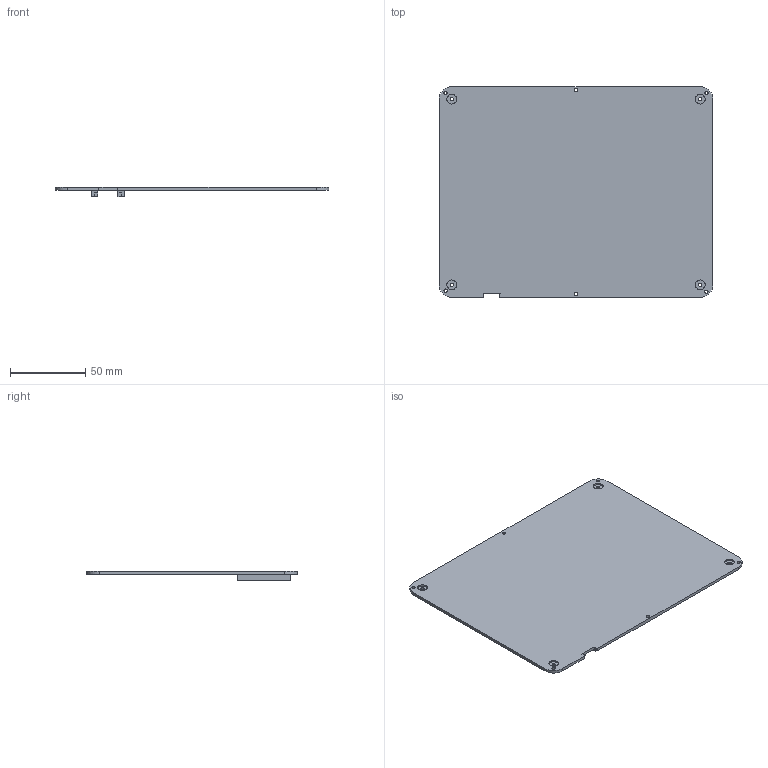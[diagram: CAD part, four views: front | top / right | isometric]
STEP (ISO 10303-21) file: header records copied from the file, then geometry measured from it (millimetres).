
FILE_DESCRIPTION(/* description */ (''),/* implementation_level */ '2;1');
FILE_NAME(/* name */ 'peacock-pro-micro-bottom-plate.step',/* time_stamp */ '2024-04-01T13:30:17-07:00',/* author */ (''),/* organization */ (''),/* preprocessor_version */ 'ST-DEVELOPER v20',/* originating_system */ 'Autodesk Translation Framework v12.20.1.177',/* authorisation */ '');
FILE_SCHEMA (('AUTOMOTIVE_DESIGN { 1 0 10303 214 3 1 1 }'));
Length unit declared in the file: millimetre
Products named in the file (1): peacock-bottom-plate
Bounding box: 182 x 140.24 x 6.2 mm (x, y, z)
Volume: 51446.4 mm3; surface area: 52904.4 mm2
Topology: 1 solids, 1 shells, 68 faces, 166 edges, 110 vertices
Faces by surface type: plane 42, cylinder 26
Full cylindrical faces by diameter (mm): 0.84 x4, 2.2 x10, 6.5 x4
Entity records: 2079 total; most frequent: DIRECTION 356, CARTESIAN_POINT 345, ORIENTED_EDGE 332, EDGE_CURVE 166, AXIS2_PLACEMENT_3D 121, LINE 114, VECTOR 114, VERTEX_POINT 110
